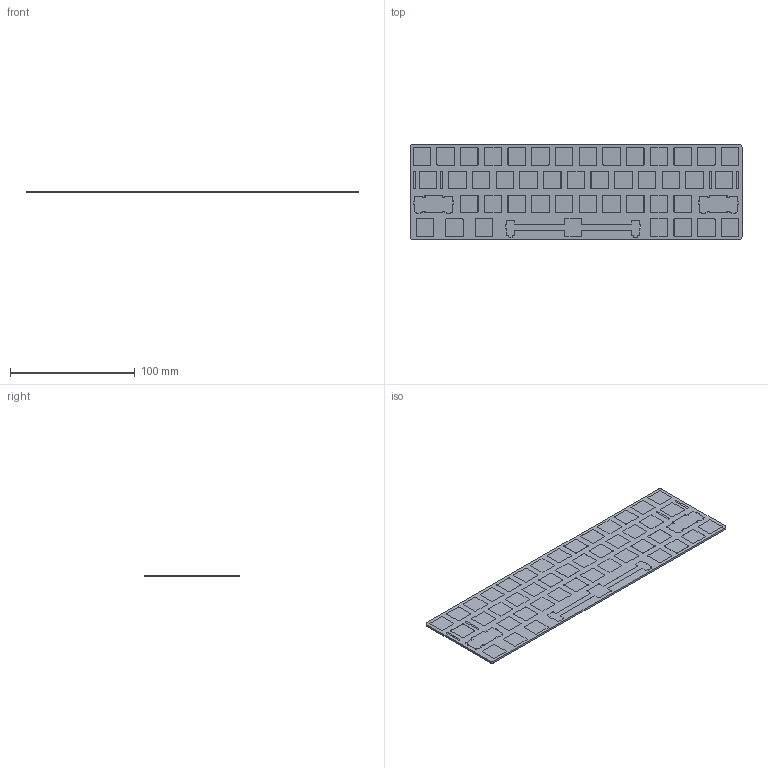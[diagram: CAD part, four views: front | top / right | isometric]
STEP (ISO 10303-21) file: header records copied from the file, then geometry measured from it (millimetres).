
FILE_DESCRIPTION(('Designed by EasyEDA Pro'),'2;1');
FILE_NAME('Open CASCADE Shape Model','2026-01-22T17:08:23',('Author'),( 'Open CASCADE'),'Open CASCADE STEP processor 7.8','Open CASCADE 7.8' ,'Unknown');
FILE_SCHEMA(('AUTOMOTIVE_DESIGN { 1 0 10303 214 1 1 1 1 }'));
Length unit declared in the file: millimetre
Products named in the file (6): EasyEDA PCB Model~3INC; Board~3INC; TopCopper~3INC; BottomCopper~3INC; TopFpcStiffener~3INC; BottomFpcStiffener~3INC
Assembly tree (5 placements, depth 2):
  EasyEDA PCB Model~3INC
    Board~3INC
    TopCopper~3INC
    BottomCopper~3INC
    TopFpcStiffener~3INC
    BottomFpcStiffener~3INC
Bounding box: 266.68 x 76.17 x 1.6 mm (x, y, z)
Volume: 32375.2 mm3; surface area: 51216.7 mm2
Topology: 52 solids, 52 shells, 1280 faces, 3528 edges, 2352 vertices
Faces by surface type: plane 708, cylinder 572
Entity records: 49901 total; most frequent: DIRECTION 7244, CARTESIAN_POINT 7166, ORIENTED_EDGE 7056, EDGE_CURVE 3528, AXIS2_PLACEMENT_3D 2430, LINE 2384, VECTOR 2384, VERTEX_POINT 2352
